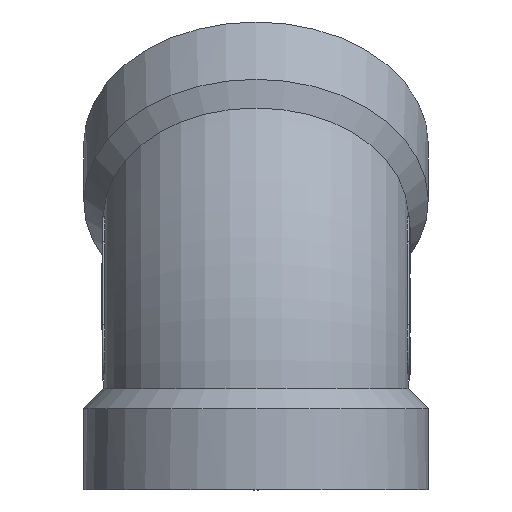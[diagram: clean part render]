
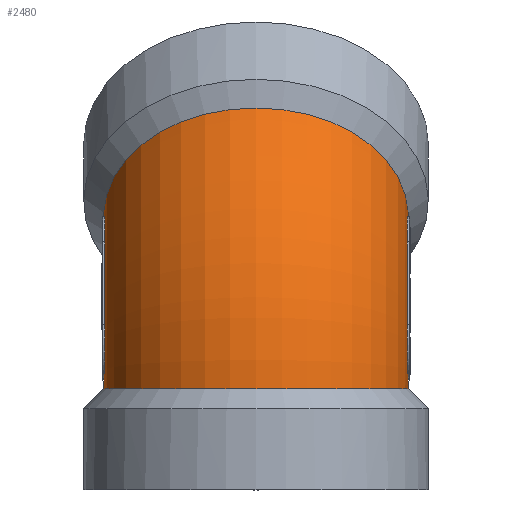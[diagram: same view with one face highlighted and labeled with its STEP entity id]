
A CAD part, left-side view. The second image highlights one B-rep face of the part: STEP entity #2480.
In plain terms, the highlighted toroidal (fillet/blend) face has major radius 60.355 mm and minor radius 37.5 mm.
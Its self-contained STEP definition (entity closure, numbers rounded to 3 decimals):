
#81=TOROIDAL_SURFACE('',#2644,60.355,37.5);
#87=CIRCLE('',#2645,64.678);
#88=CIRCLE('',#2646,56.032);
#89=CIRCLE('',#2647,22.907);
#90=CIRCLE('',#2648,37.5);
#91=CIRCLE('',#2649,22.907);
#92=CIRCLE('',#2650,37.5);
#93=CIRCLE('',#2651,64.678);
#94=CIRCLE('',#2652,56.032);
#616=ORIENTED_EDGE('',*,*,#1356,.F.);
#617=ORIENTED_EDGE('',*,*,#1357,.F.);
#618=ORIENTED_EDGE('',*,*,#1358,.F.);
#619=ORIENTED_EDGE('',*,*,#1359,.F.);
#620=ORIENTED_EDGE('',*,*,#1360,.T.);
#621=ORIENTED_EDGE('',*,*,#1361,.T.);
#622=ORIENTED_EDGE('',*,*,#1362,.T.);
#623=ORIENTED_EDGE('',*,*,#1363,.T.);
#624=ORIENTED_EDGE('',*,*,#1364,.T.);
#625=ORIENTED_EDGE('',*,*,#1365,.T.);
#626=ORIENTED_EDGE('',*,*,#1366,.F.);
#627=ORIENTED_EDGE('',*,*,#1367,.T.);
#628=ORIENTED_EDGE('',*,*,#1368,.F.);
#629=ORIENTED_EDGE('',*,*,#1369,.F.);
#630=ORIENTED_EDGE('',*,*,#1370,.F.);
#631=ORIENTED_EDGE('',*,*,#1371,.F.);
#1356=EDGE_CURVE('',#1726,#1727,#87,.T.);
#1357=EDGE_CURVE('',#1728,#1726,#1957,.T.);
#1358=EDGE_CURVE('',#1729,#1728,#88,.T.);
#1359=EDGE_CURVE('',#1727,#1729,#1958,.T.);
#1360=EDGE_CURVE('',#1730,#1731,#89,.T.);
#1361=EDGE_CURVE('',#1731,#1732,#1959,.T.);
#1362=EDGE_CURVE('',#1732,#1733,#90,.F.);
#1363=EDGE_CURVE('',#1733,#1734,#1960,.T.);
#1364=EDGE_CURVE('',#1734,#1735,#91,.T.);
#1365=EDGE_CURVE('',#1735,#1736,#1961,.T.);
#1366=EDGE_CURVE('',#1737,#1736,#92,.F.);
#1367=EDGE_CURVE('',#1737,#1730,#1962,.T.);
#1368=EDGE_CURVE('',#1738,#1739,#93,.T.);
#1369=EDGE_CURVE('',#1740,#1738,#1963,.T.);
#1370=EDGE_CURVE('',#1741,#1740,#94,.T.);
#1371=EDGE_CURVE('',#1739,#1741,#1964,.T.);
#1726=VERTEX_POINT('',#3504);
#1727=VERTEX_POINT('',#3505);
#1728=VERTEX_POINT('',#3512);
#1729=VERTEX_POINT('',#3514);
#1730=VERTEX_POINT('',#3522);
#1731=VERTEX_POINT('',#3523);
#1732=VERTEX_POINT('',#3528);
#1733=VERTEX_POINT('',#3530);
#1734=VERTEX_POINT('',#3535);
#1735=VERTEX_POINT('',#3537);
#1736=VERTEX_POINT('',#3542);
#1737=VERTEX_POINT('',#3544);
#1738=VERTEX_POINT('',#3550);
#1739=VERTEX_POINT('',#3551);
#1740=VERTEX_POINT('',#3558);
#1741=VERTEX_POINT('',#3560);
#1957=B_SPLINE_CURVE_WITH_KNOTS('',3,(#3506,#3507,#3508,#3509,#3510,#3511),
 .UNSPECIFIED.,.F.,.F.,(4,1,1,4),(0.,0.002,
0.005,0.009),.UNSPECIFIED.);
#1958=B_SPLINE_CURVE_WITH_KNOTS('',3,(#3515,#3516,#3517,#3518,#3519,#3520),
 .UNSPECIFIED.,.F.,.F.,(4,1,1,4),(0.,0.002,
0.005,0.009),.UNSPECIFIED.);
#1959=B_SPLINE_CURVE_WITH_KNOTS('',3,(#3524,#3525,#3526,#3527),
 .UNSPECIFIED.,.F.,.F.,(4,4),(0.,0.),
 .UNSPECIFIED.);
#1960=B_SPLINE_CURVE_WITH_KNOTS('',3,(#3531,#3532,#3533,#3534),
 .UNSPECIFIED.,.F.,.F.,(4,4),(0.,0.),.UNSPECIFIED.);
#1961=B_SPLINE_CURVE_WITH_KNOTS('',3,(#3538,#3539,#3540,#3541),
 .UNSPECIFIED.,.F.,.F.,(4,4),(0.,0.),
 .UNSPECIFIED.);
#1962=B_SPLINE_CURVE_WITH_KNOTS('',3,(#3545,#3546,#3547,#3548),
 .UNSPECIFIED.,.F.,.F.,(4,4),(0.,0.),
 .UNSPECIFIED.);
#1963=B_SPLINE_CURVE_WITH_KNOTS('',3,(#3552,#3553,#3554,#3555,#3556,#3557),
 .UNSPECIFIED.,.F.,.F.,(4,1,1,4),(0.,0.002,
0.005,0.009),.UNSPECIFIED.);
#1964=B_SPLINE_CURVE_WITH_KNOTS('',3,(#3561,#3562,#3563,#3564,#3565,#3566),
 .UNSPECIFIED.,.F.,.F.,(4,1,1,4),(0.,0.002,
0.005,0.009),.UNSPECIFIED.);
#2041=EDGE_LOOP('',(#616,#617,#618,#619));
#2042=EDGE_LOOP('',(#620,#621,#622,#623,#624,#625,#626,#627));
#2043=EDGE_LOOP('',(#628,#629,#630,#631));
#2215=FACE_BOUND('',#2041,.T.);
#2216=FACE_BOUND('',#2042,.T.);
#2217=FACE_BOUND('',#2043,.T.);
#2480=ADVANCED_FACE('',(#2215,#2216,#2217),#81,.T.);
#2644=AXIS2_PLACEMENT_3D('',#3502,#2818,#2819);
#2645=AXIS2_PLACEMENT_3D('',#3503,#2820,#2821);
#2646=AXIS2_PLACEMENT_3D('',#3513,#2822,#2823);
#2647=AXIS2_PLACEMENT_3D('',#3521,#2824,#2825);
#2648=AXIS2_PLACEMENT_3D('',#3529,#2826,#2827);
#2649=AXIS2_PLACEMENT_3D('',#3536,#2828,#2829);
#2650=AXIS2_PLACEMENT_3D('',#3543,#2830,#2831);
#2651=AXIS2_PLACEMENT_3D('',#3549,#2832,#2833);
#2652=AXIS2_PLACEMENT_3D('',#3559,#2834,#2835);
#2818=DIRECTION('',(0.,-1.,0.));
#2819=DIRECTION('',(0.,0.,-1.));
#2820=DIRECTION('',(0.,-1.,0.));
#2821=DIRECTION('',(0.,0.,-1.));
#2822=DIRECTION('',(0.,1.,0.));
#2823=DIRECTION('',(0.,0.,1.));
#2824=DIRECTION('',(0.,-1.,0.));
#2825=DIRECTION('',(0.,0.,-1.));
#2826=DIRECTION('',(0.,0.,-1.));
#2827=DIRECTION('',(1.,0.,0.));
#2828=DIRECTION('',(0.,1.,0.));
#2829=DIRECTION('',(0.,0.,1.));
#2830=DIRECTION('',(-0.707,0.,-0.707));
#2831=DIRECTION('',(0.707,0.,-0.707));
#2832=DIRECTION('',(0.,1.,0.));
#2833=DIRECTION('',(0.,0.,1.));
#2834=DIRECTION('',(0.,-1.,0.));
#2835=DIRECTION('',(0.,0.,-1.));
#3502=CARTESIAN_POINT('',(10.355,0.,25.));
#3503=CARTESIAN_POINT('',(10.355,-37.25,25.));
#3504=CARTESIAN_POINT('',(-38.553,-37.25,67.323));
#3505=CARTESIAN_POINT('',(-54.155,-37.25,29.656));
#3506=CARTESIAN_POINT('',(-30.762,-37.25,63.066));
#3507=CARTESIAN_POINT('',(-31.203,-37.337,63.696));
#3508=CARTESIAN_POINT('',(-32.214,-37.468,64.837));
#3509=CARTESIAN_POINT('',(-34.75,-37.54,66.634));
#3510=CARTESIAN_POINT('',(-37.012,-37.39,67.261));
#3511=CARTESIAN_POINT('',(-38.553,-37.25,67.323));
#3512=CARTESIAN_POINT('',(-30.762,-37.25,63.066));
#3513=CARTESIAN_POINT('',(10.355,-37.25,25.));
#3514=CARTESIAN_POINT('',(-45.636,-37.25,27.158));
#3515=CARTESIAN_POINT('',(-54.155,-37.25,29.656));
#3516=CARTESIAN_POINT('',(-53.588,-37.32,29.133));
#3517=CARTESIAN_POINT('',(-52.357,-37.44,28.235));
#3518=CARTESIAN_POINT('',(-49.498,-37.55,27.02));
#3519=CARTESIAN_POINT('',(-47.152,-37.425,26.89));
#3520=CARTESIAN_POINT('',(-45.636,-37.25,27.158));
#3521=CARTESIAN_POINT('',(10.355,1.974,25.));
#3522=CARTESIAN_POINT('',(-5.843,1.974,41.198));
#3523=CARTESIAN_POINT('',(-12.552,1.974,25.));
#3524=CARTESIAN_POINT('',(-12.552,1.974,25.));
#3525=CARTESIAN_POINT('',(-12.552,1.976,25.));
#3526=CARTESIAN_POINT('',(-12.552,1.979,25.));
#3527=CARTESIAN_POINT('',(-12.552,1.981,25.));
#3528=CARTESIAN_POINT('',(-12.552,1.981,25.));
#3529=CARTESIAN_POINT('',(-50.,0.,25.));
#3530=CARTESIAN_POINT('',(-12.552,-1.981,25.));
#3531=CARTESIAN_POINT('',(-12.552,-1.981,25.));
#3532=CARTESIAN_POINT('',(-12.552,-1.979,25.));
#3533=CARTESIAN_POINT('',(-12.552,-1.976,25.));
#3534=CARTESIAN_POINT('',(-12.552,-1.974,25.));
#3535=CARTESIAN_POINT('',(-12.552,-1.974,25.));
#3536=CARTESIAN_POINT('',(10.355,-1.974,25.));
#3537=CARTESIAN_POINT('',(-5.843,-1.974,41.198));
#3538=CARTESIAN_POINT('',(-5.843,-1.974,41.198));
#3539=CARTESIAN_POINT('',(-5.843,-1.976,41.198));
#3540=CARTESIAN_POINT('',(-5.843,-1.979,41.198));
#3541=CARTESIAN_POINT('',(-5.843,-1.981,41.198));
#3542=CARTESIAN_POINT('',(-5.843,-1.981,41.198));
#3543=CARTESIAN_POINT('',(-32.322,0.,67.678));
#3544=CARTESIAN_POINT('',(-5.843,1.981,41.198));
#3545=CARTESIAN_POINT('',(-5.843,1.981,41.198));
#3546=CARTESIAN_POINT('',(-5.843,1.979,41.198));
#3547=CARTESIAN_POINT('',(-5.843,1.976,41.198));
#3548=CARTESIAN_POINT('',(-5.843,1.974,41.198));
#3549=CARTESIAN_POINT('',(10.355,37.25,25.));
#3550=CARTESIAN_POINT('',(-54.155,37.25,29.656));
#3551=CARTESIAN_POINT('',(-38.553,37.25,67.323));
#3552=CARTESIAN_POINT('',(-45.636,37.25,27.158));
#3553=CARTESIAN_POINT('',(-46.393,37.337,27.024));
#3554=CARTESIAN_POINT('',(-47.914,37.468,26.932));
#3555=CARTESIAN_POINT('',(-50.979,37.54,27.455));
#3556=CARTESIAN_POINT('',(-53.021,37.39,28.61));
#3557=CARTESIAN_POINT('',(-54.155,37.25,29.656));
#3558=CARTESIAN_POINT('',(-45.636,37.25,27.158));
#3559=CARTESIAN_POINT('',(10.355,37.25,25.));
#3560=CARTESIAN_POINT('',(-30.762,37.25,63.066));
#3561=CARTESIAN_POINT('',(-38.553,37.25,67.323));
#3562=CARTESIAN_POINT('',(-37.782,37.32,67.292));
#3563=CARTESIAN_POINT('',(-36.276,37.44,67.057));
#3564=CARTESIAN_POINT('',(-33.395,37.55,65.894));
#3565=CARTESIAN_POINT('',(-31.645,37.425,64.327));
#3566=CARTESIAN_POINT('',(-30.762,37.25,63.066));
